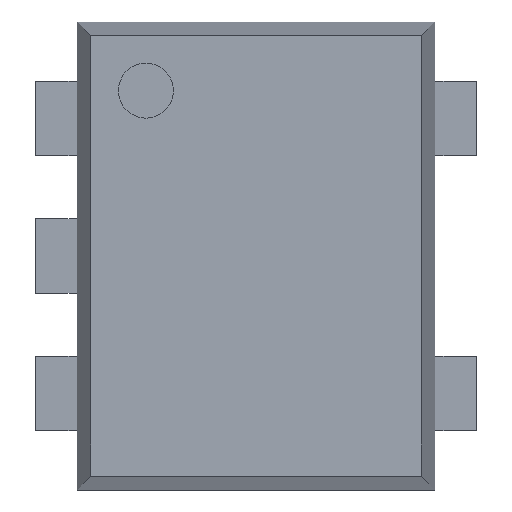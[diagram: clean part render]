
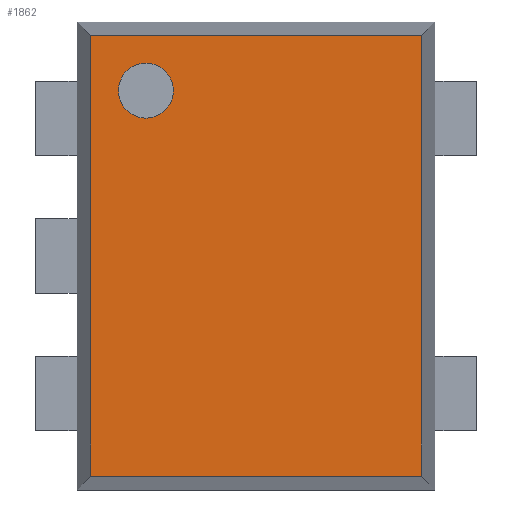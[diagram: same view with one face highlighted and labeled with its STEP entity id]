
A CAD part, top view. The second image highlights one B-rep face of the part: STEP entity #1862.
In plain terms, the highlighted planar face has unit normal (0, 0, 1).
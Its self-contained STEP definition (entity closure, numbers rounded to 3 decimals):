
#1652=CARTESIAN_POINT('',(-0.3,0.6,0.6));
#1653=VERTEX_POINT('',#1652);
#1662=CARTESIAN_POINT('',(-0.5,0.6,0.6));
#1663=VERTEX_POINT('',#1662);
#1664=CARTESIAN_POINT('',(-0.4,0.6,0.6));
#1665=DIRECTION('',(0.0,0.0,-1.0));
#1666=DIRECTION('',(1.0,0.0,0.0));
#1667=AXIS2_PLACEMENT_3D('',#1664,#1665,#1666);
#1668=CIRCLE('',#1667,0.1);
#1669=EDGE_CURVE('',#1663,#1653,#1668,.T.);
#1703=CARTESIAN_POINT('',(-0.4,0.6,0.6));
#1704=DIRECTION('',(0.0,0.0,-1.0));
#1705=DIRECTION('',(1.0,0.0,0.0));
#1706=AXIS2_PLACEMENT_3D('',#1703,#1704,#1705);
#1707=CIRCLE('',#1706,0.1);
#1708=EDGE_CURVE('',#1653,#1663,#1707,.T.);
#1728=CARTESIAN_POINT('',(-0.6,-0.8,0.6));
#1729=VERTEX_POINT('',#1728);
#1730=CARTESIAN_POINT('',(-0.6,0.8,0.6));
#1731=VERTEX_POINT('',#1730);
#1732=CARTESIAN_POINT('',(-0.6,-0.8,0.6));
#1733=DIRECTION('',(0.0,1.0,0.0));
#1734=VECTOR('',#1733,1.6);
#1735=LINE('',#1732,#1734);
#1736=EDGE_CURVE('',#1729,#1731,#1735,.T.);
#1768=CARTESIAN_POINT('',(0.6,0.8,0.6));
#1769=VERTEX_POINT('',#1768);
#1770=CARTESIAN_POINT('',(-0.6,0.8,0.6));
#1771=DIRECTION('',(1.0,0.0,0.0));
#1772=VECTOR('',#1771,1.2);
#1773=LINE('',#1770,#1772);
#1774=EDGE_CURVE('',#1731,#1769,#1773,.T.);
#1799=CARTESIAN_POINT('',(0.6,-0.8,0.6));
#1800=VERTEX_POINT('',#1799);
#1801=CARTESIAN_POINT('',(0.6,0.8,0.6));
#1802=DIRECTION('',(0.0,-1.0,0.0));
#1803=VECTOR('',#1802,1.6);
#1804=LINE('',#1801,#1803);
#1805=EDGE_CURVE('',#1769,#1800,#1804,.T.);
#1830=CARTESIAN_POINT('',(0.6,-0.8,0.6));
#1831=DIRECTION('',(-1.0,0.0,0.0));
#1832=VECTOR('',#1831,1.2);
#1833=LINE('',#1830,#1832);
#1834=EDGE_CURVE('',#1800,#1729,#1833,.T.);
#1847=CARTESIAN_POINT('',(0.,0.,0.6));
#1848=DIRECTION('',(0.0,0.0,1.0));
#1849=DIRECTION('',(1.0,0.0,0.0));
#1850=AXIS2_PLACEMENT_3D('',#1847,#1848,#1849);
#1851=PLANE('',#1850);
#1852=ORIENTED_EDGE('',*,*,#1736,.F.);
#1853=ORIENTED_EDGE('',*,*,#1834,.F.);
#1854=ORIENTED_EDGE('',*,*,#1805,.F.);
#1855=ORIENTED_EDGE('',*,*,#1774,.F.);
#1856=EDGE_LOOP('',(#1852,#1853,#1854,#1855));
#1857=FACE_OUTER_BOUND('',#1856,.T.);
#1858=ORIENTED_EDGE('',*,*,#1708,.T.);
#1859=ORIENTED_EDGE('',*,*,#1669,.T.);
#1860=EDGE_LOOP('',(#1858,#1859));
#1861=FACE_BOUND('',#1860,.T.);
#1862=ADVANCED_FACE('',(#1857,#1861),#1851,.T.);
